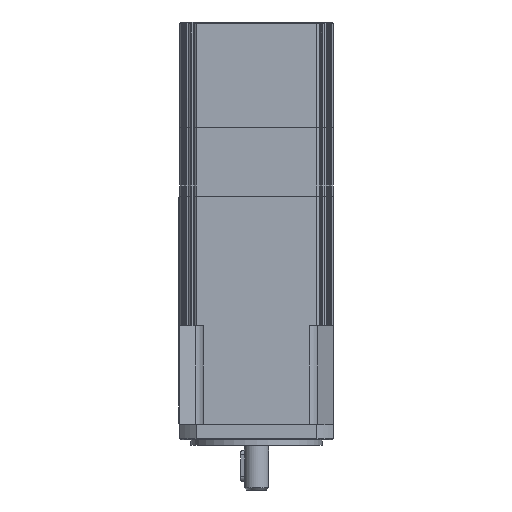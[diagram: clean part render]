
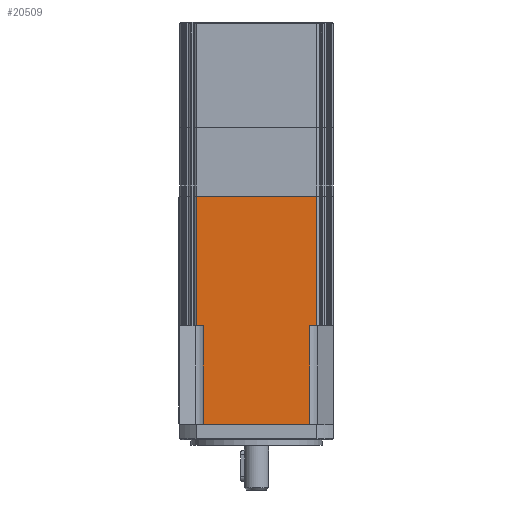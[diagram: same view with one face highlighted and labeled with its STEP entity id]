
A CAD part, front view. The second image highlights one B-rep face of the part: STEP entity #20509.
In plain terms, the highlighted planar face has unit normal (0, -1, 0).
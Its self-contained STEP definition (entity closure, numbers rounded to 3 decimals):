
#20438=CARTESIAN_POINT('',(27.482,-35.,0.0));
#20439=DIRECTION('',(0.0,-1.0,0.0));
#20440=DIRECTION('',(0.0,0.0,-1.0));
#20441=AXIS2_PLACEMENT_3D('',#20438,#20439,#20440);
#20442=PLANE('',#20441);
#20443=CARTESIAN_POINT('',(24.249,-35.,45.0));
#20444=VERTEX_POINT('',#20443);
#20445=CARTESIAN_POINT('',(27.482,-35.,45.0));
#20446=VERTEX_POINT('',#20445);
#20447=CARTESIAN_POINT('',(24.249,-35.,45.0));
#20448=DIRECTION('',(1.0,0.0,0.0));
#20449=VECTOR('',#20448,3.233);
#20450=LINE('',#20447,#20449);
#20451=EDGE_CURVE('',#20444,#20446,#20450,.T.);
#20452=ORIENTED_EDGE('',*,*,#20451,.T.);
#20453=CARTESIAN_POINT('',(27.482,-35.,104.0));
#20454=VERTEX_POINT('',#20453);
#20455=CARTESIAN_POINT('',(27.482,-35.,45.0));
#20456=DIRECTION('',(0.0,0.0,1.0));
#20457=VECTOR('',#20456,59.0);
#20458=LINE('',#20455,#20457);
#20459=EDGE_CURVE('',#20446,#20454,#20458,.T.);
#20460=ORIENTED_EDGE('',*,*,#20459,.T.);
#20461=CARTESIAN_POINT('',(-27.482,-35.,104.0));
#20462=VERTEX_POINT('',#20461);
#20463=CARTESIAN_POINT('',(27.482,-35.,104.0));
#20464=DIRECTION('',(-1.0,0.0,0.0));
#20465=VECTOR('',#20464,54.964);
#20466=LINE('',#20463,#20465);
#20467=EDGE_CURVE('',#20454,#20462,#20466,.T.);
#20468=ORIENTED_EDGE('',*,*,#20467,.T.);
#20469=CARTESIAN_POINT('',(-27.482,-35.,45.0));
#20470=VERTEX_POINT('',#20469);
#20471=CARTESIAN_POINT('',(-27.482,-35.,45.0));
#20472=DIRECTION('',(0.0,0.0,1.0));
#20473=VECTOR('',#20472,59.0);
#20474=LINE('',#20471,#20473);
#20475=EDGE_CURVE('',#20470,#20462,#20474,.T.);
#20476=ORIENTED_EDGE('',*,*,#20475,.F.);
#20477=CARTESIAN_POINT('',(-24.249,-35.,45.0));
#20478=VERTEX_POINT('',#20477);
#20479=CARTESIAN_POINT('',(-27.482,-35.,45.0));
#20480=DIRECTION('',(1.0,0.0,0.0));
#20481=VECTOR('',#20480,3.233);
#20482=LINE('',#20479,#20481);
#20483=EDGE_CURVE('',#20470,#20478,#20482,.T.);
#20484=ORIENTED_EDGE('',*,*,#20483,.T.);
#20485=CARTESIAN_POINT('',(-24.249,-35.,0.0));
#20486=VERTEX_POINT('',#20485);
#20487=CARTESIAN_POINT('',(-24.249,-35.,45.0));
#20488=DIRECTION('',(0.0,0.0,-1.0));
#20489=VECTOR('',#20488,45.0);
#20490=LINE('',#20487,#20489);
#20491=EDGE_CURVE('',#20478,#20486,#20490,.T.);
#20492=ORIENTED_EDGE('',*,*,#20491,.T.);
#20493=CARTESIAN_POINT('',(24.249,-35.,0.0));
#20494=VERTEX_POINT('',#20493);
#20495=CARTESIAN_POINT('',(-24.249,-35.,0.0));
#20496=DIRECTION('',(1.0,0.0,0.0));
#20497=VECTOR('',#20496,48.498);
#20498=LINE('',#20495,#20497);
#20499=EDGE_CURVE('',#20486,#20494,#20498,.T.);
#20500=ORIENTED_EDGE('',*,*,#20499,.T.);
#20501=CARTESIAN_POINT('',(24.249,-35.,0.0));
#20502=DIRECTION('',(0.0,0.0,1.0));
#20503=VECTOR('',#20502,45.0);
#20504=LINE('',#20501,#20503);
#20505=EDGE_CURVE('',#20494,#20444,#20504,.T.);
#20506=ORIENTED_EDGE('',*,*,#20505,.T.);
#20507=EDGE_LOOP('',(#20452,#20460,#20468,#20476,#20484,#20492,#20500,#20506));
#20508=FACE_OUTER_BOUND('',#20507,.T.);
#20509=ADVANCED_FACE('',(#20508),#20442,.T.);
